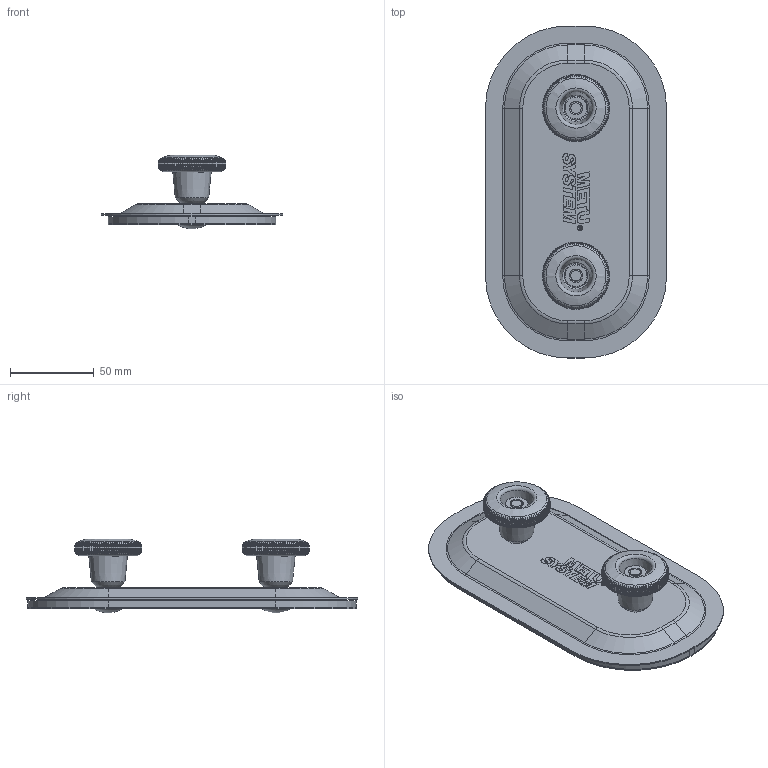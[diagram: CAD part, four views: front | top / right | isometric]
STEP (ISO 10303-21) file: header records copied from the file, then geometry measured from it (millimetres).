
FILE_DESCRIPTION(/* description */ (''),/* implementation_level */ '2;1');
FILE_NAME(/* name */ 'Metu_System_RD_18_PE.stp',/* time_stamp */ '2012-04-23T13:16:18+02:00',/* author */ (''),/* organization */ (''),/* preprocessor_version */ 'ST-DEVELOPER v11',/* originating_system */ 'SIEMENS UGS NX 6.0',/* authorisation */ '');
FILE_SCHEMA (('CONFIG_CONTROL_DESIGN'));
Products named in the file (1): perl2843xj5k
Bounding box: 108 x 198 x 44.08 mm (x, y, z)
Volume: 72612.7 mm3; surface area: 108346.2 mm2
Topology: 9 solids, 9 shells, 1808 faces, 4009 edges, 2230 vertices
Faces by surface type: cone 782, plane 571, cylinder 268, bspline 98, torus 68, extrusion 17, sphere 4
Full cylindrical faces by diameter (mm): 2.958 x1, 3.198 x1, 6.647 x2, 6.8 x2, 7.8 x2, 9 x2, 10 x2, 11.6 x2, 20 x2
Entity records: 55620 total; most frequent: CARTESIAN_POINT 18271, ORIENTED_EDGE 7858, DIRECTION 7399, EDGE_CURVE 3929, AXIS2_PLACEMENT_3D 2822, VERTEX_POINT 2214, EDGE_LOOP 1901, ADVANCED_FACE 1808
